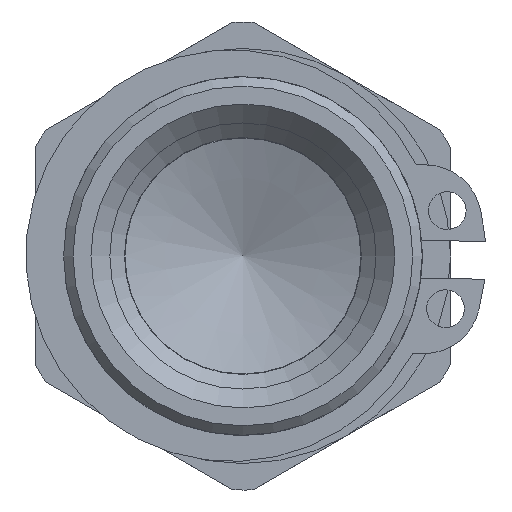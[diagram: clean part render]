
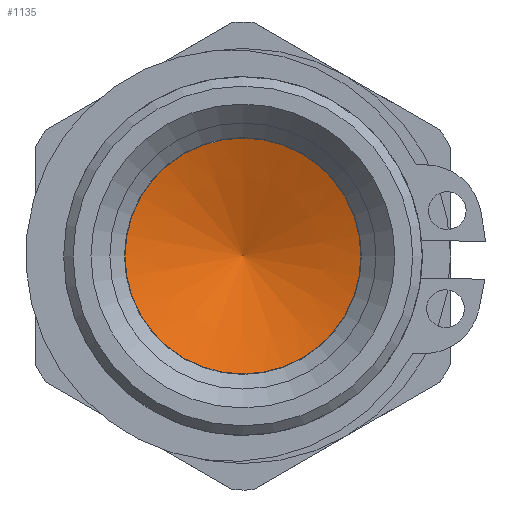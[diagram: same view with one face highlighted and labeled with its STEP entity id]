
A CAD part, left-side view. The second image highlights one B-rep face of the part: STEP entity #1135.
In plain terms, the highlighted conical face has half-angle 70 degrees and reference radius 3.125 mm.
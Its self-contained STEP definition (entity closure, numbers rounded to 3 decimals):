
#165=FACE_OUTER_BOUND('',#236,.T.);
#236=EDGE_LOOP('',(#800,#801,#802));
#320=LINE('',#1758,#389);
#389=VECTOR('',#1386,3.125);
#458=CIRCLE('',#1230,6.25);
#538=VERTEX_POINT('',#1755);
#539=VERTEX_POINT('',#1757);
#639=EDGE_CURVE('',#538,#538,#458,.T.);
#640=EDGE_CURVE('',#538,#539,#320,.T.);
#800=ORIENTED_EDGE('',*,*,#639,.T.);
#801=ORIENTED_EDGE('',*,*,#640,.T.);
#802=ORIENTED_EDGE('',*,*,#640,.F.);
#1122=CONICAL_SURFACE('',#1229,3.125,1.222);
#1135=ADVANCED_FACE('',(#165),#1122,.F.);
#1229=AXIS2_PLACEMENT_3D('',#1754,#1382,#1383);
#1230=AXIS2_PLACEMENT_3D('',#1756,#1384,#1385);
#1382=DIRECTION('center_axis',(-1.,0.,0.));
#1383=DIRECTION('ref_axis',(0.,0.,1.));
#1384=DIRECTION('center_axis',(-1.,0.,0.));
#1385=DIRECTION('ref_axis',(0.,0.,1.));
#1386=DIRECTION('',(0.342,0.,0.94));
#1754=CARTESIAN_POINT('Origin',(36.037,0.,0.));
#1755=CARTESIAN_POINT('',(34.9,0.,-6.25));
#1756=CARTESIAN_POINT('Origin',(34.9,0.,0.));
#1757=CARTESIAN_POINT('',(37.175,0.,0.));
#1758=CARTESIAN_POINT('',(36.037,0.,-3.125));
